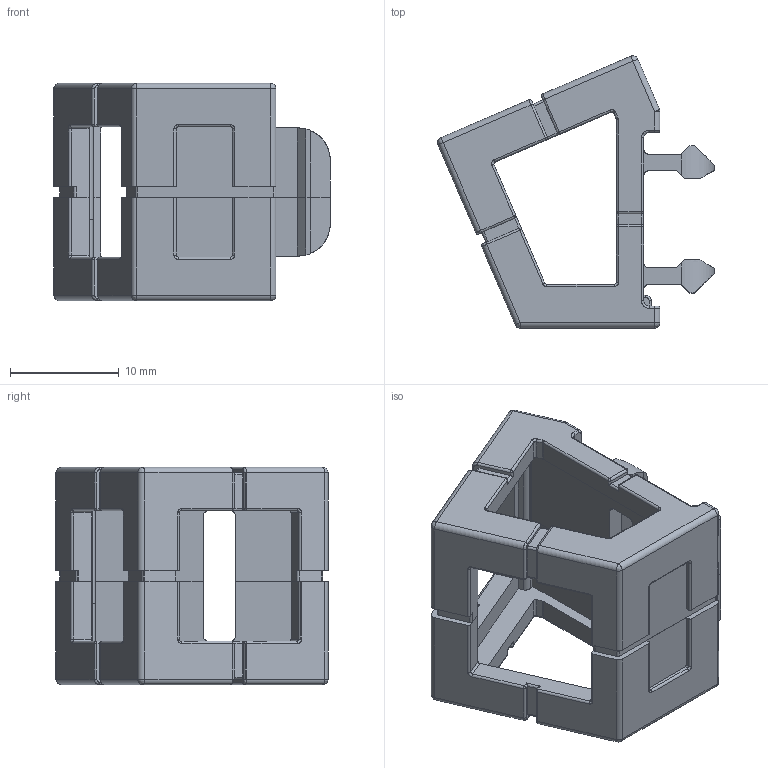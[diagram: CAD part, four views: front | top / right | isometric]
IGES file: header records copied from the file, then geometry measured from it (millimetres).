
Start section: SolidWorks IGES file using analytic representation for surfaces
Global section: file name: 20-00217b.IGS; native system: SolidWorks 2012; preprocessor: SolidWorks 2012; author: Administrator; date: 140413.195225; units: millimetre
Bounding box: 25.45 x 25.04 x 20 mm (x, y, z)
Surface area: 3591.6 mm2 (no closed solid volume)
Topology: 0 solids, 0 shells, 543 faces, 3498 edges, 3444 vertices
Faces by surface type: revolution 276, bspline 267
